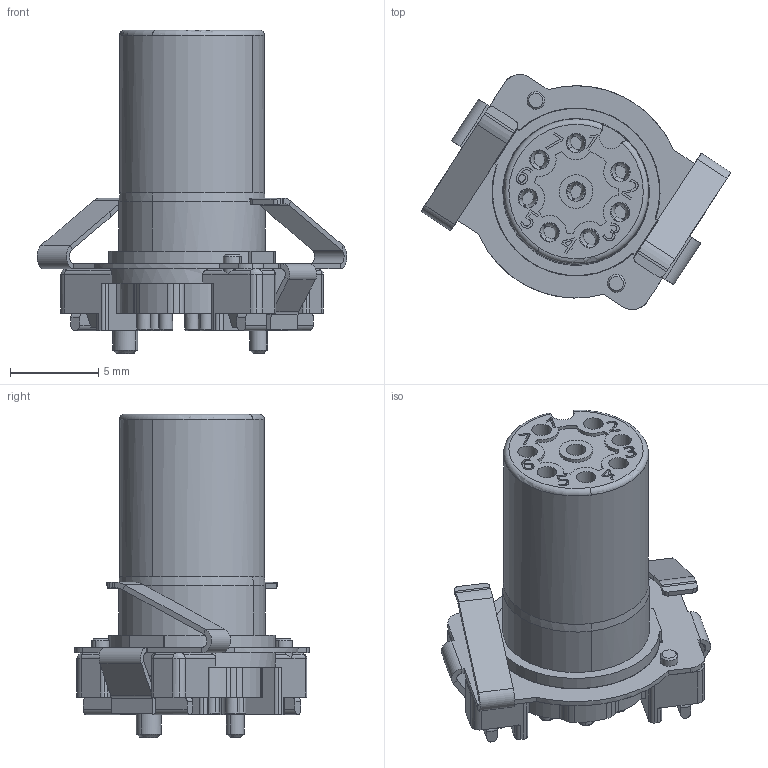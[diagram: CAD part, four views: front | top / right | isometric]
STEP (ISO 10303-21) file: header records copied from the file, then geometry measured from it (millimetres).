
FILE_DESCRIPTION(('CATIA V5 STEP Exchange','CAx-IF Rec.Pracs.--- Model Styling and Organization---1.4--- 2014-01-23'),'2;1');
FILE_NAME ('030338-2_0_2423380000_2423380000.stp','2021-09-08T14:28:03+00:00',('none'),('Weidmueller'),'CATIA Version 5-6 Release 2016 SP3 HF44','CATIA V5 STEP AP214','none');
FILE_SCHEMA(('AUTOMOTIVE_DESIGN { 1 0 10303 214 1 1 1 1 }'));
Length unit declared in the file: millimetre
Products named in the file (1): 2423380000
Bounding box: 17.53 x 13.29 x 18.3 mm (x, y, z)
Volume: 911 mm3; surface area: 2370.7 mm2
Topology: 21 solids, 33 shells, 1250 faces, 3404 edges, 2199 vertices
Faces by surface type: plane 535, cylinder 437, bspline 150, torus 82, cone 42, sphere 4
Entity records: 42099 total; most frequent: CARTESIAN_POINT 14789, ORIENTED_EDGE 6682, DIRECTION 3919, EDGE_CURVE 3325, VERTEX_POINT 2172, AXIS2_PLACEMENT_3D 1709, VECTOR 1346, LINE 1346
